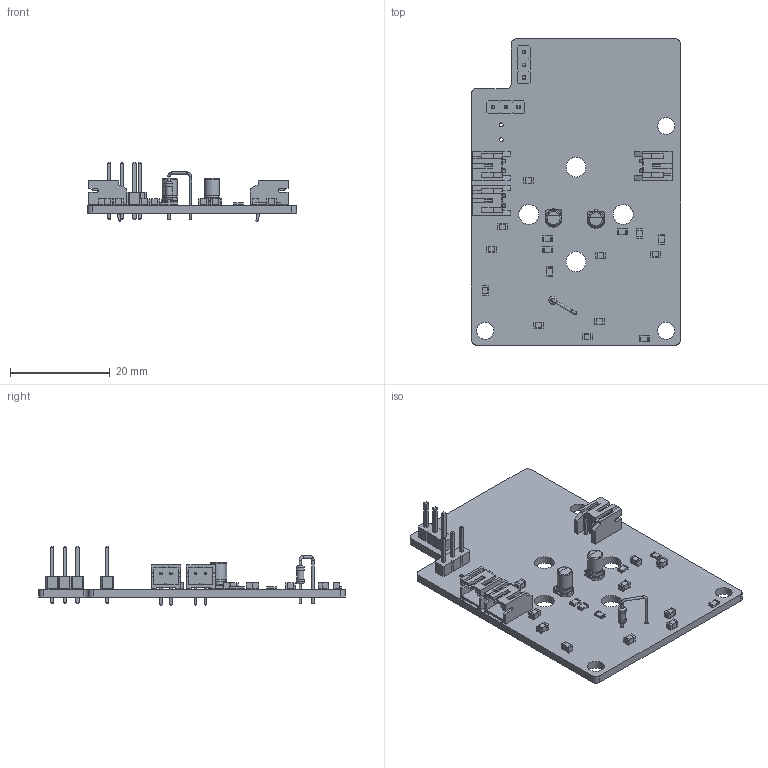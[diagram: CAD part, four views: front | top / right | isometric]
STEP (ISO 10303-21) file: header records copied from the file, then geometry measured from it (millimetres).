
FILE_DESCRIPTION(('KiCad electronic assembly'),'2;1');
FILE_NAME('Battlebot_motherboard.step','2025-04-24T23:02:35',('Pcbnew'), ('Kicad'),'Open CASCADE STEP processor 7.8','KiCad to STEP converter', 'Unknown');
FILE_SCHEMA(('AUTOMOTIVE_DESIGN { 1 0 10303 214 1 1 1 1 }'));
Length unit declared in the file: millimetre
Products named in the file (14): Battlebot_motherboard 1; R_0805_2012Metric; JST_PH_S2B-PH-K_1x02_P2.00mm_Horizontal; JST_S2B_PH_K; C_0805_2012Metric; CP_Elec_3x5.3; CP_Elec_3x53; R_Axial_DIN0204_L3.6mm_D1.6mm_P5.08mm_Vertical; R_Axial_DIN0204_L36mm_D16mm_P508mm_Vertical; PinHeader_1x03_P2.54mm_Vertical; PinHeader_1x03_P254mm_Vertical; _autosave-Battlebot_motherboard_PCB
Assembly tree (31 placements, depth 3):
  Battlebot_motherboard 1
    R_0805_2012Metric  x6
      R_0805_2012Metric
    JST_PH_S2B-PH-K_1x02_P2.00mm_Horizontal  x3
      JST_S2B_PH_K
    C_0805_2012Metric  x10
      C_0805_2012Metric
    CP_Elec_3x5.3  x2
      CP_Elec_3x53
    R_Axial_DIN0204_L3.6mm_D1.6mm_P5.08mm_Vertical
      R_Axial_DIN0204_L36mm_D16mm_P508mm_Vertical
    PinHeader_1x03_P2.54mm_Vertical  x2
      PinHeader_1x03_P254mm_Vertical
    _autosave-Battlebot_motherboard_PCB
Bounding box: 42 x 61.5 x 11.94 mm (x, y, z)
Volume: 4402.9 mm3; surface area: 7029.5 mm2
Topology: 25 solids, 25 shells, 1054 faces, 2762 edges, 1796 vertices
Faces by surface type: plane 794, cylinder 242, torus 12, bspline 4, revolution 2
Full cylindrical faces by diameter (mm): 0.5 x4, 0.7 x2, 0.75 x6, 0.762 x2, 1 x6, 1.44 x1, 1.6 x2, 3 x4, 3.4 x3, 4 x4
Entity records: 12803 total; most frequent: CARTESIAN_POINT 1954, DIRECTION 1748, ORIENTED_EDGE 1734, EDGE_CURVE 867, LINE 701, VECTOR 701, VERTEX_POINT 559, AXIS2_PLACEMENT_3D 523
